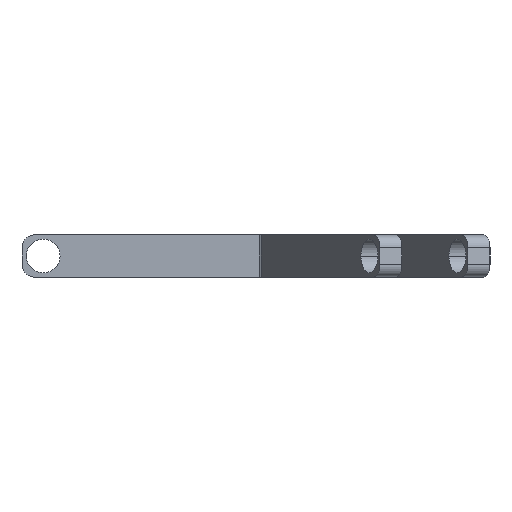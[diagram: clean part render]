
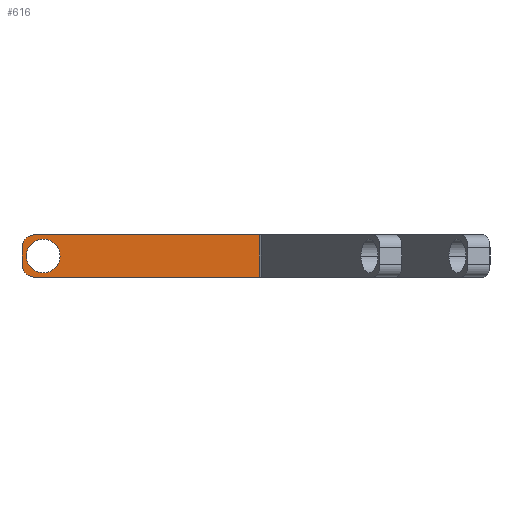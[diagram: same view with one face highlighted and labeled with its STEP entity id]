
A CAD part, left-side view. The second image highlights one B-rep face of the part: STEP entity #616.
In plain terms, the highlighted planar face has unit normal (-1, 0, 0).
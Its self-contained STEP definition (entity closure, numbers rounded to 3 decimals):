
#10 = FACE_OUTER_BOUND ( 'NONE', #1155, .T. ) ;
#141 = DIRECTION ( 'NONE',  ( 0., 0., 1. ) ) ;
#158 = AXIS2_PLACEMENT_3D ( 'NONE', #222, #1402, #1116 ) ;
#164 = EDGE_CURVE ( 'NONE', #554, #1530, #259, .T. ) ;
#176 = DIRECTION ( 'NONE',  ( 0., -1., 0. ) ) ;
#222 = CARTESIAN_POINT ( 'NONE',  ( -15., 60., 0. ) ) ;
#244 = CIRCLE ( 'NONE', #1040, 3. ) ;
#259 = LINE ( 'NONE', #1225, #1413 ) ;
#280 = ORIENTED_EDGE ( 'NONE', *, *, #164, .T. ) ;
#295 = CARTESIAN_POINT ( 'NONE',  ( -15., 9.014, 5. ) ) ;
#308 = LINE ( 'NONE', #1242, #1542 ) ;
#345 = DIRECTION ( 'NONE',  ( 0., -1., 0. ) ) ;
#382 = CARTESIAN_POINT ( 'NONE',  ( -15., 65., 2. ) ) ;
#385 = EDGE_LOOP ( 'NONE', ( #1156, #1855 ) ) ;
#401 = VECTOR ( 'NONE', #141, 1000. ) ;
#417 = DIRECTION ( 'NONE',  ( 0., 0., -1. ) ) ;
#434 = EDGE_CURVE ( 'NONE', #970, #1144, #1045, .T. ) ;
#455 = CIRCLE ( 'NONE', #158, 4. ) ;
#471 = DIRECTION ( 'NONE',  ( 0., 0., 1. ) ) ;
#518 = CIRCLE ( 'NONE', #1671, 3. ) ;
#554 = VERTEX_POINT ( 'NONE', #1448 ) ;
#559 = DIRECTION ( 'NONE',  ( -1., 0., 0. ) ) ;
#595 = CARTESIAN_POINT ( 'NONE',  ( -15., 65., -5. ) ) ;
#616 = ADVANCED_FACE ( 'NONE', ( #1424, #10 ), #744, .F. ) ;
#651 = AXIS2_PLACEMENT_3D ( 'NONE', #919, #1202, #471 ) ;
#683 = DIRECTION ( 'NONE',  ( -1., 0., 0. ) ) ;
#744 = PLANE ( 'NONE',  #1842 ) ;
#756 = EDGE_CURVE ( 'NONE', #933, #1144, #244, .T. ) ;
#792 = LINE ( 'NONE', #873, #401 ) ;
#805 = EDGE_CURVE ( 'NONE', #1434, #1681, #455, .T. ) ;
#863 = CIRCLE ( 'NONE', #651, 4. ) ;
#873 = CARTESIAN_POINT ( 'NONE',  ( -15., 9.014, 5. ) ) ;
#894 = DIRECTION ( 'NONE',  ( 0., 0., -1. ) ) ;
#919 = CARTESIAN_POINT ( 'NONE',  ( -15., 60., 0. ) ) ;
#933 = VERTEX_POINT ( 'NONE', #1876 ) ;
#944 = ORIENTED_EDGE ( 'NONE', *, *, #434, .F. ) ;
#970 = VERTEX_POINT ( 'NONE', #992 ) ;
#992 = CARTESIAN_POINT ( 'NONE',  ( -15., 65., -2. ) ) ;
#994 = ORIENTED_EDGE ( 'NONE', *, *, #1336, .T. ) ;
#1013 = DIRECTION ( 'NONE',  ( 0., 0., 1. ) ) ;
#1040 = AXIS2_PLACEMENT_3D ( 'NONE', #1561, #683, #1831 ) ;
#1045 = LINE ( 'NONE', #1583, #1478 ) ;
#1116 = DIRECTION ( 'NONE',  ( 0., 0., 1. ) ) ;
#1144 = VERTEX_POINT ( 'NONE', #382 ) ;
#1146 = CARTESIAN_POINT ( 'NONE',  ( -15., 62., -2. ) ) ;
#1155 = EDGE_LOOP ( 'NONE', ( #944, #1725, #280, #994, #1773, #1485 ) ) ;
#1156 = ORIENTED_EDGE ( 'NONE', *, *, #805, .F. ) ;
#1202 = DIRECTION ( 'NONE',  ( -1., 0., 0. ) ) ;
#1225 = CARTESIAN_POINT ( 'NONE',  ( -15., 65., -5. ) ) ;
#1242 = CARTESIAN_POINT ( 'NONE',  ( -15., 65., 5. ) ) ;
#1243 = EDGE_CURVE ( 'NONE', #970, #554, #518, .T. ) ;
#1336 = EDGE_CURVE ( 'NONE', #1530, #1376, #792, .T. ) ;
#1375 = CARTESIAN_POINT ( 'NONE',  ( -15., 9.014, -5. ) ) ;
#1376 = VERTEX_POINT ( 'NONE', #295 ) ;
#1402 = DIRECTION ( 'NONE',  ( -1., 0., 0. ) ) ;
#1413 = VECTOR ( 'NONE', #176, 1000. ) ;
#1416 = EDGE_CURVE ( 'NONE', #1681, #1434, #863, .T. ) ;
#1424 = FACE_BOUND ( 'NONE', #385, .T. ) ;
#1434 = VERTEX_POINT ( 'NONE', #1792 ) ;
#1448 = CARTESIAN_POINT ( 'NONE',  ( -15., 62., -5. ) ) ;
#1478 = VECTOR ( 'NONE', #1013, 1000. ) ;
#1485 = ORIENTED_EDGE ( 'NONE', *, *, #756, .T. ) ;
#1530 = VERTEX_POINT ( 'NONE', #1375 ) ;
#1542 = VECTOR ( 'NONE', #345, 1000. ) ;
#1556 = EDGE_CURVE ( 'NONE', #933, #1376, #308, .T. ) ;
#1561 = CARTESIAN_POINT ( 'NONE',  ( -15., 62., 2. ) ) ;
#1583 = CARTESIAN_POINT ( 'NONE',  ( -15., 65., -5. ) ) ;
#1651 = CARTESIAN_POINT ( 'NONE',  ( -15., 60., -4. ) ) ;
#1671 = AXIS2_PLACEMENT_3D ( 'NONE', #1146, #559, #417 ) ;
#1681 = VERTEX_POINT ( 'NONE', #1651 ) ;
#1725 = ORIENTED_EDGE ( 'NONE', *, *, #1243, .T. ) ;
#1760 = DIRECTION ( 'NONE',  ( 1., 0., 0. ) ) ;
#1773 = ORIENTED_EDGE ( 'NONE', *, *, #1556, .F. ) ;
#1792 = CARTESIAN_POINT ( 'NONE',  ( -15., 60., 4. ) ) ;
#1831 = DIRECTION ( 'NONE',  ( 0., 0., -1. ) ) ;
#1842 = AXIS2_PLACEMENT_3D ( 'NONE', #595, #1760, #894 ) ;
#1855 = ORIENTED_EDGE ( 'NONE', *, *, #1416, .F. ) ;
#1876 = CARTESIAN_POINT ( 'NONE',  ( -15., 62., 5. ) ) ;
